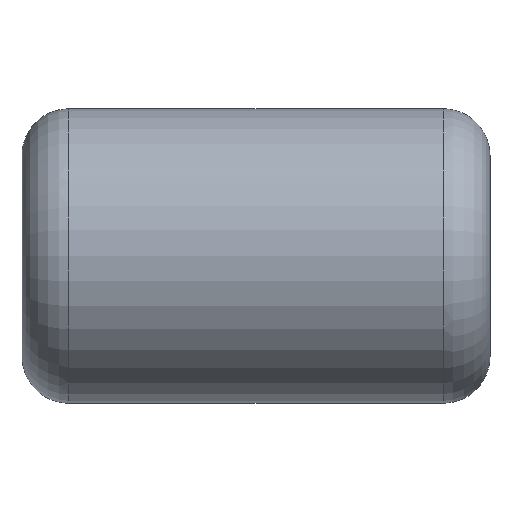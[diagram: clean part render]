
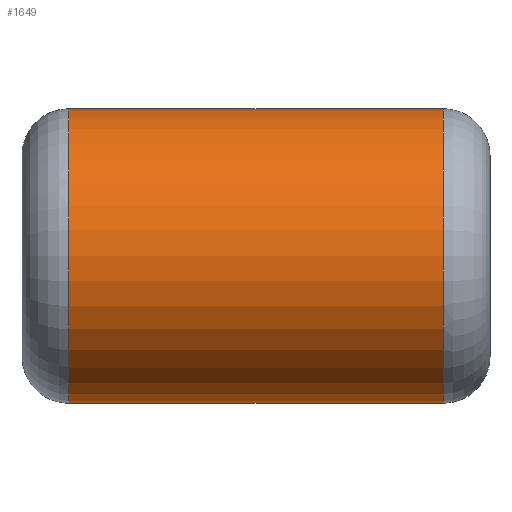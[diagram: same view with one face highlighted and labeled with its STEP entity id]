
A CAD part, top view. The second image highlights one B-rep face of the part: STEP entity #1649.
In plain terms, the highlighted cylindrical face has radius 5.6 mm (diameter 11.2 mm), a partial arc.
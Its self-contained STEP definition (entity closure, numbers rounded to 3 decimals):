
#1300=CARTESIAN_POINT('',(7.12,-5.6,10.55));
#1301=VERTEX_POINT('',#1300);
#1326=CARTESIAN_POINT('',(7.12,5.6,10.55));
#1327=VERTEX_POINT('',#1326);
#1504=CARTESIAN_POINT('',(-7.12,-5.6,10.55));
#1505=VERTEX_POINT('',#1504);
#1528=CARTESIAN_POINT('',(-7.12,5.6,10.55));
#1529=VERTEX_POINT('',#1528);
#1568=CARTESIAN_POINT('',(-0.0,5.6,10.55));
#1569=DIRECTION('',(-1.0,0.0,0.0));
#1570=VECTOR('',#1569,1.0);
#1571=LINE('',#1568,#1570);
#1572=EDGE_CURVE('n� 85',#1327,#1529,#1571,.T.);
#1578=CARTESIAN_POINT('',(0.0,-5.6,10.55));
#1579=DIRECTION('',(1.0,0.0,0.0));
#1580=VECTOR('',#1579,1.0);
#1581=LINE('',#1578,#1580);
#1582=EDGE_CURVE('n� 10',#1505,#1301,#1581,.T.);
#1596=CARTESIAN_POINT('',(7.12,-0.0,10.5));
#1597=DIRECTION('',(-1.0,-0.0,-0.0));
#1598=DIRECTION('',(0.0,1.0,0.0));
#1599=AXIS2_PLACEMENT_3D('',#1596,#1597,#1598);
#1600=CIRCLE('',#1599,5.6);
#1601=EDGE_CURVE('n� 14',#1301,#1327,#1600,.T.);
#1616=CARTESIAN_POINT('',(-7.12,-0.0,10.5));
#1617=DIRECTION('',(1.0,0.0,0.0));
#1618=DIRECTION('',(0.0,1.0,0.0));
#1619=AXIS2_PLACEMENT_3D('',#1616,#1617,#1618);
#1620=CIRCLE('',#1619,5.6);
#1621=EDGE_CURVE('n� 21',#1529,#1505,#1620,.T.);
#1638=ORIENTED_EDGE('',*,*,#1601,.T.);
#1639=ORIENTED_EDGE('',*,*,#1572,.T.);
#1640=ORIENTED_EDGE('',*,*,#1621,.T.);
#1641=ORIENTED_EDGE('',*,*,#1582,.T.);
#1642=EDGE_LOOP('',(#1638,#1639,#1640,#1641));
#1643=FACE_OUTER_BOUND('',#1642,.T.);
#1644=CARTESIAN_POINT('',(0.0,-0.0,10.5));
#1645=DIRECTION('',(1.0,0.0,0.0));
#1646=DIRECTION('',(0.0,1.0,0.0));
#1647=AXIS2_PLACEMENT_3D('',#1644,#1645,#1646);
#1648=CYLINDRICAL_SURFACE('',#1647,5.6);
#1649=ADVANCED_FACE('n� 2',(#1643),#1648,.T.);
